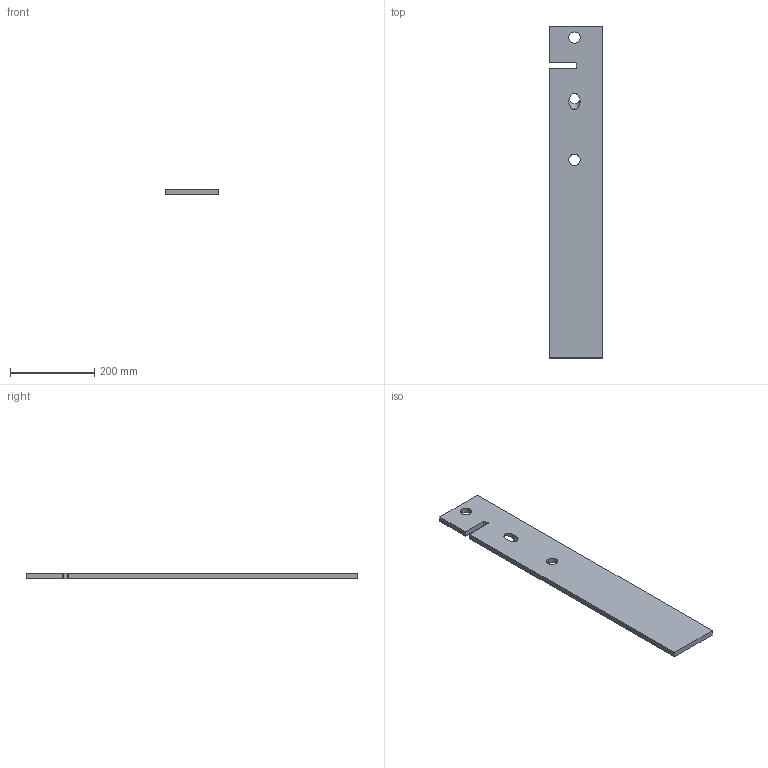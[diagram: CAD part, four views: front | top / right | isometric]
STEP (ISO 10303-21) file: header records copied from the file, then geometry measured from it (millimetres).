
FILE_DESCRIPTION (( 'STEP AP214' ), '1' );
FILE_NAME ('Green_5.STEP', '2024-03-26T22:54:31', ( '' ), ( '' ), 'SwSTEP 2.0', 'SolidWorks 2024', '' );
FILE_SCHEMA (( 'AUTOMOTIVE_DESIGN' ));
Length unit declared in the file: inch
Products named in the file (1): Green_5
Bounding box: 127 x 787.4 x 12.7 mm (x, y, z)
Volume: 1233944 mm3; surface area: 222820.1 mm2
Topology: 1 solids, 1 shells, 18 faces, 48 edges, 32 vertices
Faces by surface type: plane 10, cylinder 8
Entity records: 603 total; most frequent: CARTESIAN_POINT 111, ORIENTED_EDGE 96, DIRECTION 94, EDGE_CURVE 48, VERTEX_POINT 32, LINE 32, VECTOR 32, AXIS2_PLACEMENT_3D 31
